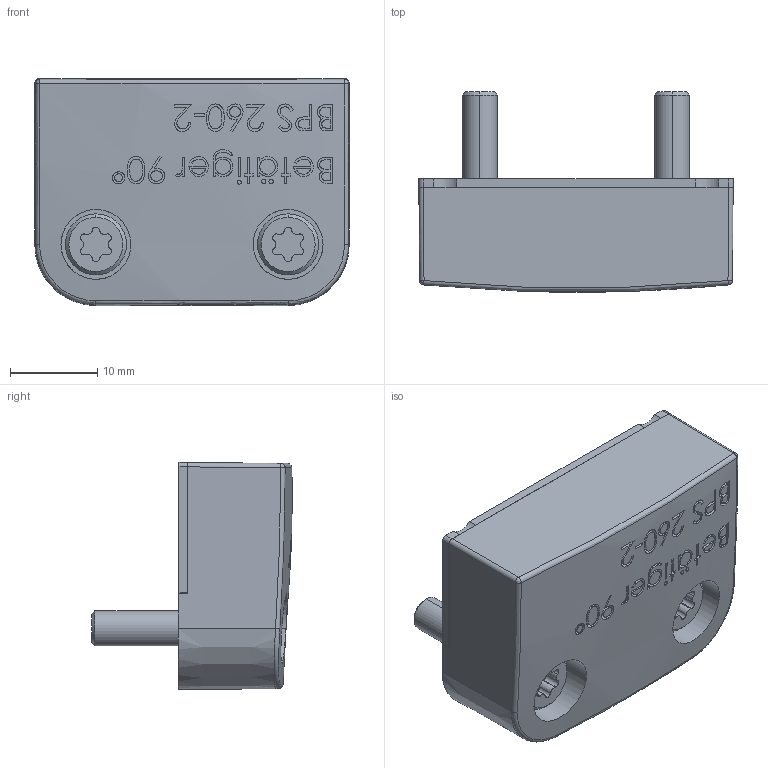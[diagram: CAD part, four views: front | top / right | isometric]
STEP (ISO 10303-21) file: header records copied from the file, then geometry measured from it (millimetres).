
FILE_DESCRIPTION (( 'STEP AP214' ), '1' );
FILE_NAME ('41552~0.STEP', '2018-10-25T13:49:48', ( '' ), ( '' ), 'SwSTEP 2.0', 'SolidWorks 2018', '' );
FILE_SCHEMA (( 'AUTOMOTIVE_DESIGN' ));
Length unit declared in the file: millimetre
Products named in the file (3): 33961~0; DIN912~n_M04,0x016; 41552~0
Assembly tree (3 placements, depth 2):
  41552~0
    33961~0
    DIN912~n_M04,0x016  x2
Bounding box: 36 x 22.98 x 26 mm (x, y, z)
Volume: 11073.4 mm3; surface area: 4669 mm2
Topology: 3 solids, 3 shells, 410 faces, 1058 edges, 696 vertices
Faces by surface type: bspline 178, plane 162, cylinder 60, cone 10
Entity records: 23453 total; most frequent: CARTESIAN_POINT 12330, ORIENTED_EDGE 1972, DIRECTION 1058, EDGE_CURVE 986, VERTEX_POINT 650, LINE 468, VECTOR 468, EDGE_LOOP 426
